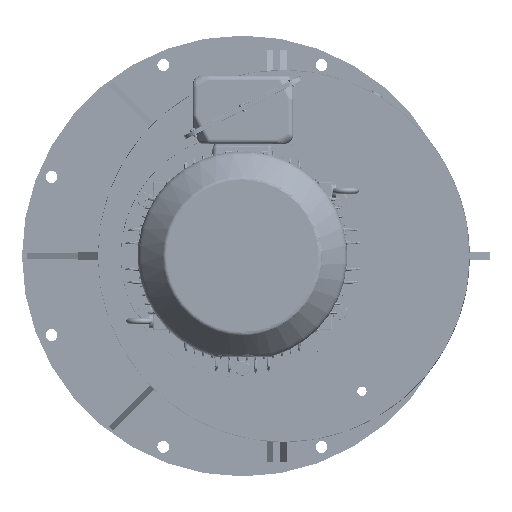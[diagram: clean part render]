
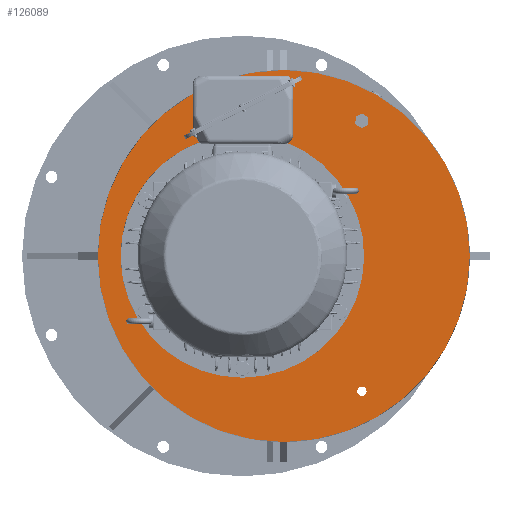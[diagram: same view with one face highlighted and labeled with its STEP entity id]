
A CAD part, left-side view. The second image highlights one B-rep face of the part: STEP entity #126089.
In plain terms, the highlighted planar face has unit normal (-1, 0, 0).
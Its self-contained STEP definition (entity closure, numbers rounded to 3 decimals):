
#2666 = EDGE_LOOP ( 'NONE', ( #116814 ) ) ;
#7282 = ORIENTED_EDGE ( 'NONE', *, *, #186787, .T. ) ;
#10643 = EDGE_CURVE ( 'NONE', #265358, #265358, #14218, .T. ) ;
#12548 = FACE_BOUND ( 'NONE', #285027, .T. ) ;
#14218 = CIRCLE ( 'NONE', #291041, 8.647 ) ;
#18767 = EDGE_LOOP ( 'NONE', ( #7282 ) ) ;
#22447 = CIRCLE ( 'NONE', #71006, 10.188 ) ;
#23054 = ORIENTED_EDGE ( 'NONE', *, *, #279208, .T. ) ;
#25088 = CIRCLE ( 'NONE', #149843, 8.647 ) ;
#32287 = DIRECTION ( 'NONE',  ( 1., 0., 0. ) ) ;
#38390 = CIRCLE ( 'NONE', #398346, 8.647 ) ;
#38481 = CIRCLE ( 'NONE', #93992, 405. ) ;
#39994 = DIRECTION ( 'NONE',  ( 0., 0., 1. ) ) ;
#41829 = DIRECTION ( 'NONE',  ( -1., 0., 0. ) ) ;
#44282 = DIRECTION ( 'NONE',  ( 1., 0., 0. ) ) ;
#49308 = DIRECTION ( 'NONE',  ( 1., 0., 0. ) ) ;
#69169 = DIRECTION ( 'NONE',  ( 0., 1., 0. ) ) ;
#71006 = AXIS2_PLACEMENT_3D ( 'NONE', #421726, #317826, #248540 ) ;
#74544 = VERTEX_POINT ( 'NONE', #135346 ) ;
#81967 = FACE_BOUND ( 'NONE', #351908, .T. ) ;
#88006 = EDGE_LOOP ( 'NONE', ( #102468 ) ) ;
#93992 = AXIS2_PLACEMENT_3D ( 'NONE', #202621, #44282, #39994 ) ;
#100059 = DIRECTION ( 'NONE',  ( 1., 0., 0. ) ) ;
#102468 = ORIENTED_EDGE ( 'NONE', *, *, #225433, .T. ) ;
#113022 = VERTEX_POINT ( 'NONE', #147605 ) ;
#116814 = ORIENTED_EDGE ( 'NONE', *, *, #247567, .F. ) ;
#126089 = ADVANCED_FACE ( 'NONE', ( #12548, #212031, #313886, #177385, #415697, #81967, #246802, #214118, #251074 ), #244577, .F. ) ;
#131074 = CARTESIAN_POINT ( 'NONE',  ( -326., 207.853, -115.011 ) ) ;
#131389 = EDGE_LOOP ( 'NONE', ( #319525 ) ) ;
#131882 = DIRECTION ( 'NONE',  ( 1., 0., 0. ) ) ;
#135346 = CARTESIAN_POINT ( 'NONE',  ( -326., -260., 304.637 ) ) ;
#142793 = DIRECTION ( 'NONE',  ( 0., 1., 0. ) ) ;
#147605 = CARTESIAN_POINT ( 'NONE',  ( -326., -207.853, 115.011 ) ) ;
#149843 = AXIS2_PLACEMENT_3D ( 'NONE', #210346, #177873, #203935 ) ;
#167738 = CARTESIAN_POINT ( 'NONE',  ( -326., -203.529, -122.5 ) ) ;
#177385 = FACE_BOUND ( 'NONE', #236396, .T. ) ;
#177873 = DIRECTION ( 'NONE',  ( 1., 0., 0. ) ) ;
#180581 = VERTEX_POINT ( 'NONE', #219477 ) ;
#186787 = EDGE_CURVE ( 'NONE', #404422, #404422, #38390, .T. ) ;
#189508 = CARTESIAN_POINT ( 'NONE',  ( -326., -212.176, 122.5 ) ) ;
#197354 = CIRCLE ( 'NONE', #377397, 8.647 ) ;
#201471 = EDGE_CURVE ( 'NONE', #222134, #222134, #22447, .T. ) ;
#202078 = ORIENTED_EDGE ( 'NONE', *, *, #343357, .T. ) ;
#202621 = CARTESIAN_POINT ( 'NONE',  ( -326., -90., 0. ) ) ;
#203389 = EDGE_CURVE ( 'NONE', #352202, #352202, #319036, .T. ) ;
#203935 = DIRECTION ( 'NONE',  ( 0., -1., 0. ) ) ;
#209497 = ORIENTED_EDGE ( 'NONE', *, *, #307583, .F. ) ;
#210346 = CARTESIAN_POINT ( 'NONE',  ( -326., 212.176, 122.5 ) ) ;
#212031 = FACE_BOUND ( 'NONE', #2666, .T. ) ;
#213594 = CARTESIAN_POINT ( 'NONE',  ( -326., 4.324, -237.511 ) ) ;
#214118 = FACE_BOUND ( 'NONE', #287109, .T. ) ;
#219477 = CARTESIAN_POINT ( 'NONE',  ( -326., 203.529, 122.5 ) ) ;
#220056 = ORIENTED_EDGE ( 'NONE', *, *, #201471, .F. ) ;
#222134 = VERTEX_POINT ( 'NONE', #250517 ) ;
#222300 = CIRCLE ( 'NONE', #319189, 8.647 ) ;
#222952 = CARTESIAN_POINT ( 'NONE',  ( -326., 0., 245. ) ) ;
#225433 = EDGE_CURVE ( 'NONE', #261209, #261209, #222300, .T. ) ;
#235533 = CARTESIAN_POINT ( 'NONE',  ( -326., -4.323, 237.511 ) ) ;
#236396 = EDGE_LOOP ( 'NONE', ( #202078 ) ) ;
#236976 = ORIENTED_EDGE ( 'NONE', *, *, #203389, .T. ) ;
#244577 = PLANE ( 'NONE',  #257448 ) ;
#246802 = FACE_BOUND ( 'NONE', #88006, .T. ) ;
#247567 = EDGE_CURVE ( 'NONE', #74544, #74544, #249411, .T. ) ;
#248540 = DIRECTION ( 'NONE',  ( 0., 0., 1. ) ) ;
#249411 = CIRCLE ( 'NONE', #394720, 10.188 ) ;
#250517 = CARTESIAN_POINT ( 'NONE',  ( -326., -260., -284.261 ) ) ;
#251074 = FACE_OUTER_BOUND ( 'NONE', #268550, .T. ) ;
#255610 = CARTESIAN_POINT ( 'NONE',  ( -326., 212.176, -122.5 ) ) ;
#256644 = AXIS2_PLACEMENT_3D ( 'NONE', #414384, #316900, #351473 ) ;
#257448 = AXIS2_PLACEMENT_3D ( 'NONE', #339920, #49308, #142793 ) ;
#261209 = VERTEX_POINT ( 'NONE', #131074 ) ;
#264406 = CARTESIAN_POINT ( 'NONE',  ( -326., -212.176, -122.5 ) ) ;
#265358 = VERTEX_POINT ( 'NONE', #167738 ) ;
#268550 = EDGE_LOOP ( 'NONE', ( #209497 ) ) ;
#269079 = DIRECTION ( 'NONE',  ( 0., 0.5, -0.866 ) ) ;
#271774 = CARTESIAN_POINT ( 'NONE',  ( -326., -260., 294.449 ) ) ;
#273937 = DIRECTION ( 'NONE',  ( 0., 0., 1. ) ) ;
#279208 = EDGE_CURVE ( 'NONE', #180581, #180581, #25088, .T. ) ;
#285027 = EDGE_LOOP ( 'NONE', ( #220056 ) ) ;
#287109 = EDGE_LOOP ( 'NONE', ( #23054 ) ) ;
#291041 = AXIS2_PLACEMENT_3D ( 'NONE', #264406, #32287, #69169 ) ;
#307583 = EDGE_CURVE ( 'NONE', #362274, #362274, #38481, .T. ) ;
#313886 = FACE_BOUND ( 'NONE', #18767, .T. ) ;
#316900 = DIRECTION ( 'NONE',  ( 1., 0., 0. ) ) ;
#317826 = DIRECTION ( 'NONE',  ( -1., 0., 0. ) ) ;
#319036 = CIRCLE ( 'NONE', #256644, 8.647 ) ;
#319189 = AXIS2_PLACEMENT_3D ( 'NONE', #255610, #387624, #322704 ) ;
#319525 = ORIENTED_EDGE ( 'NONE', *, *, #10643, .T. ) ;
#322704 = DIRECTION ( 'NONE',  ( 0., -0.5, 0.866 ) ) ;
#329955 = CARTESIAN_POINT ( 'NONE',  ( -326., -90., 405. ) ) ;
#339920 = CARTESIAN_POINT ( 'NONE',  ( -326., -90., 0. ) ) ;
#343357 = EDGE_CURVE ( 'NONE', #113022, #113022, #197354, .T. ) ;
#351473 = DIRECTION ( 'NONE',  ( 0., 0.5, 0.866 ) ) ;
#351908 = EDGE_LOOP ( 'NONE', ( #236976 ) ) ;
#352202 = VERTEX_POINT ( 'NONE', #213594 ) ;
#355139 = DIRECTION ( 'NONE',  ( 0., -0.5, -0.866 ) ) ;
#362274 = VERTEX_POINT ( 'NONE', #329955 ) ;
#377397 = AXIS2_PLACEMENT_3D ( 'NONE', #189508, #100059, #269079 ) ;
#387624 = DIRECTION ( 'NONE',  ( 1., 0., 0. ) ) ;
#394720 = AXIS2_PLACEMENT_3D ( 'NONE', #271774, #41829, #273937 ) ;
#398346 = AXIS2_PLACEMENT_3D ( 'NONE', #222952, #131882, #355139 ) ;
#404422 = VERTEX_POINT ( 'NONE', #235533 ) ;
#414384 = CARTESIAN_POINT ( 'NONE',  ( -326., 0., -245. ) ) ;
#415697 = FACE_BOUND ( 'NONE', #131389, .T. ) ;
#421726 = CARTESIAN_POINT ( 'NONE',  ( -326., -260., -294.449 ) ) ;
